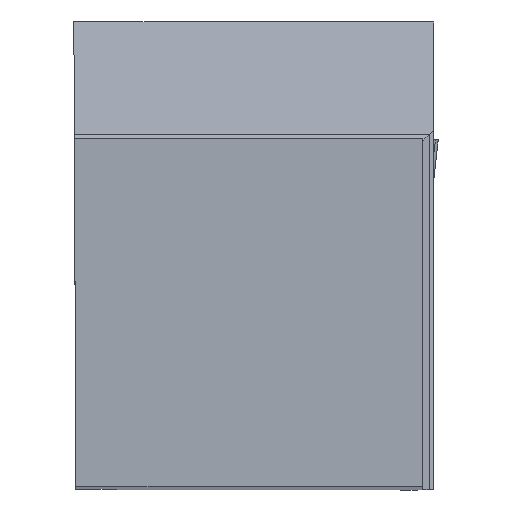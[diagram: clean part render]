
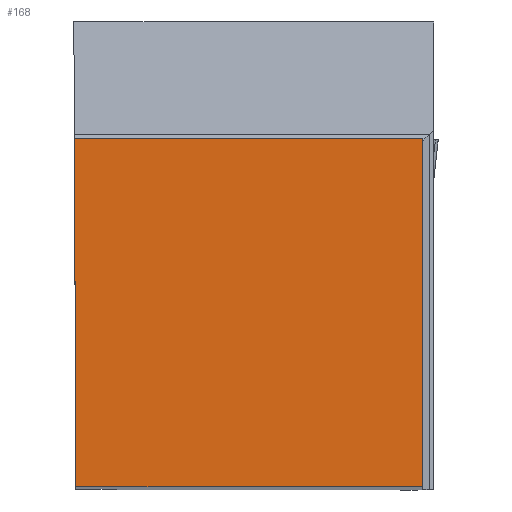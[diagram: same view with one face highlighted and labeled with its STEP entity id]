
A CAD part, top view. The second image highlights one B-rep face of the part: STEP entity #168.
In plain terms, the highlighted planar face has unit normal (0, 0, 1).
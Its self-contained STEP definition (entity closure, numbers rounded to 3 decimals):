
#168=ADVANCED_FACE('BLANK_BOXF006',(#267),#213,.F.);
#213=PLANE('',#1247);
#267=FACE_OUTER_BOUND('',#321,.T.);
#321=EDGE_LOOP('',(#560,#561,#562,#563));
#560=ORIENTED_EDGE('',*,*,#861,.T.);
#561=ORIENTED_EDGE('',*,*,#862,.T.);
#562=ORIENTED_EDGE('',*,*,#863,.T.);
#563=ORIENTED_EDGE('',*,*,#851,.T.);
#719=VERTEX_POINT('',#1949);
#720=VERTEX_POINT('',#1951);
#726=VERTEX_POINT('',#1970);
#727=VERTEX_POINT('',#1972);
#851=EDGE_CURVE('',#720,#719,#975,.T.);
#861=EDGE_CURVE('',#719,#726,#985,.T.);
#862=EDGE_CURVE('',#726,#727,#986,.T.);
#863=EDGE_CURVE('',#727,#720,#987,.T.);
#975=LINE('',#1950,#1103);
#985=LINE('',#1969,#1113);
#986=LINE('',#1971,#1114);
#987=LINE('',#1973,#1115);
#1103=VECTOR('',#1470,1.);
#1113=VECTOR('',#1486,1.);
#1114=VECTOR('',#1487,1.);
#1115=VECTOR('',#1488,1.);
#1247=AXIS2_PLACEMENT_3D('',#1974,#1489,#1490);
#1470=DIRECTION('',(1.,0.,0.));
#1486=DIRECTION('',(0.,1.,0.));
#1487=DIRECTION('',(-1.,0.,0.));
#1488=DIRECTION('',(0.004,-1.,0.));
#1489=DIRECTION('',(0.,0.,-1.));
#1490=DIRECTION('',(0.,-1.,0.));
#1949=CARTESIAN_POINT('',(24.875,0.,0.));
#1950=CARTESIAN_POINT('',(-150.55,0.,0.));
#1951=CARTESIAN_POINT('',(0.109,0.,0.));
#1969=CARTESIAN_POINT('',(24.875,-150.55,0.));
#1970=CARTESIAN_POINT('',(24.875,24.875,0.));
#1971=CARTESIAN_POINT('',(150.55,24.875,0.));
#1972=CARTESIAN_POINT('',(0.,24.875,0.));
#1973=CARTESIAN_POINT('',(-0.548,150.549,0.));
#1974=CARTESIAN_POINT('',(25.675,-5.,0.));
